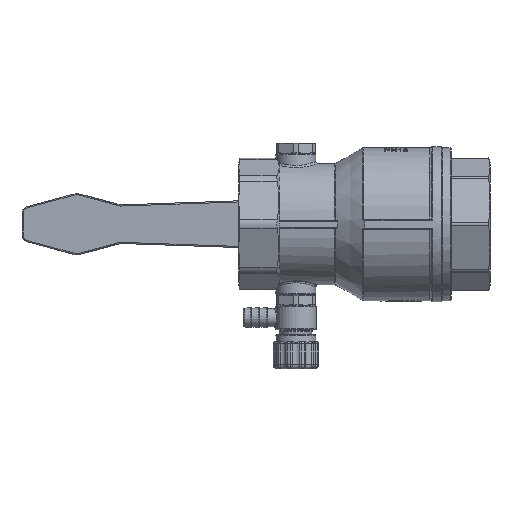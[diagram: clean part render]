
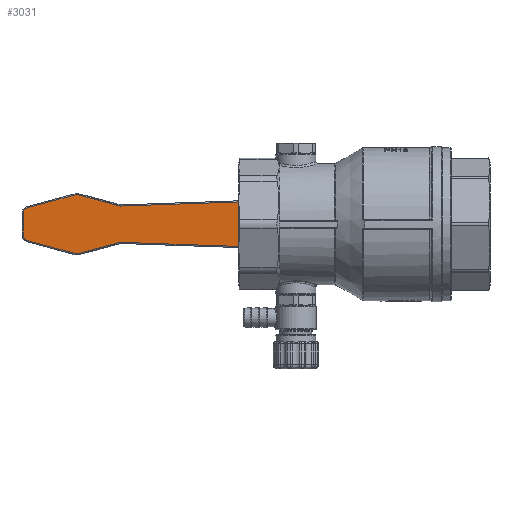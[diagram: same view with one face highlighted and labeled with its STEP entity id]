
A CAD part, front view. The second image highlights one B-rep face of the part: STEP entity #3031.
In plain terms, the highlighted planar face has unit normal (-0.035, -0.999, 0).
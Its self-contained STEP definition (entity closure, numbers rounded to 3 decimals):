
#145 = AXIS2_PLACEMENT_3D ( 'NONE', #41786, #32248, #3483 ) ;
#1082 = ORIENTED_EDGE ( 'NONE', *, *, #9565, .F. ) ;
#1377 = LINE ( 'NONE', #21321, #14726 ) ;
#2089 = EDGE_CURVE ( 'NONE', #21416, #21449, #26622, .T. ) ;
#2731 = CARTESIAN_POINT ( 'NONE',  ( -115.129, 68.974, -7.993 ) ) ;
#2896 = DIRECTION ( 'NONE',  ( 0.035, 0.999, 0. ) ) ;
#3031 = ADVANCED_FACE ( 'NONE', ( #32316 ), #19224, .F. ) ;
#3137 = EDGE_CURVE ( 'NONE', #18498, #31821, #1377, .T. ) ;
#3172 = ORIENTED_EDGE ( 'NONE', *, *, #5069, .F. ) ;
#3257 = CARTESIAN_POINT ( 'NONE',  ( -114.74, 68.961, -9.448 ) ) ;
#3483 = DIRECTION ( 'NONE',  ( 0., 0., 1. ) ) ;
#3532 = CIRCLE ( 'NONE', #19785, 2.509 ) ;
#4094 = DIRECTION ( 'NONE',  ( -0.793, 0.028, -0.609 ) ) ;
#4209 = VECTOR ( 'NONE', #20242, 1000. ) ;
#4289 = CARTESIAN_POINT ( 'NONE',  ( -155.555, 70.386, -7.237 ) ) ;
#4510 = VECTOR ( 'NONE', #17093, 1000. ) ;
#4839 = AXIS2_PLACEMENT_3D ( 'NONE', #34865, #2896, #38438 ) ;
#5069 = EDGE_CURVE ( 'NONE', #17560, #22132, #40974, .T. ) ;
#5279 = EDGE_CURVE ( 'NONE', #21449, #29910, #29203, .T. ) ;
#5639 = EDGE_CURVE ( 'NONE', #30927, #34312, #3532, .T. ) ;
#5686 = CARTESIAN_POINT ( 'NONE',  ( -134.578, 69.653, 12.842 ) ) ;
#5837 = DIRECTION ( 'NONE',  ( -0.113, 0.004, -0.994 ) ) ;
#6295 = ORIENTED_EDGE ( 'NONE', *, *, #22005, .F. ) ;
#6843 = CARTESIAN_POINT ( 'NONE',  ( -133.279, 69.608, -12.86 ) ) ;
#6959 = VERTEX_POINT ( 'NONE', #34241 ) ;
#7719 = EDGE_CURVE ( 'NONE', #31821, #6959, #17185, .T. ) ;
#7842 = DIRECTION ( 'NONE',  ( -0.793, 0.028, 0.609 ) ) ;
#8359 = VERTEX_POINT ( 'NONE', #9836 ) ;
#9565 = EDGE_CURVE ( 'NONE', #10217, #28520, #25831, .T. ) ;
#9836 = CARTESIAN_POINT ( 'NONE',  ( -115.13, 68.974, 7.977 ) ) ;
#10217 = VERTEX_POINT ( 'NONE', #5686 ) ;
#10772 = ORIENTED_EDGE ( 'NONE', *, *, #26824, .F. ) ;
#11030 = ORIENTED_EDGE ( 'NONE', *, *, #19199, .F. ) ;
#11789 = DIRECTION ( 'NONE',  ( 0., 0., -1. ) ) ;
#11801 = VECTOR ( 'NONE', #38178, 1000. ) ;
#11977 = CARTESIAN_POINT ( 'NONE',  ( -114.741, 68.961, 9.432 ) ) ;
#12488 = CARTESIAN_POINT ( 'NONE',  ( -157.414, 70.451, -4.814 ) ) ;
#12564 = CARTESIAN_POINT ( 'NONE',  ( -155.556, 70.386, 7.216 ) ) ;
#13370 = CARTESIAN_POINT ( 'NONE',  ( -35.854, 66.206, -10.692 ) ) ;
#13625 = CARTESIAN_POINT ( 'NONE',  ( -133.281, 69.608, 12.842 ) ) ;
#14726 = VECTOR ( 'NONE', #11789, 1000. ) ;
#15149 = DIRECTION ( 'NONE',  ( -0.965, 0.034, -0.259 ) ) ;
#15722 = DIRECTION ( 'NONE',  ( 0., 0., 1. ) ) ;
#16165 = CARTESIAN_POINT ( 'NONE',  ( -114.688, 68.959, 7.927 ) ) ;
#16462 = EDGE_CURVE ( 'NONE', #22132, #21416, #32541, .T. ) ;
#16581 = CARTESIAN_POINT ( 'NONE',  ( -134.576, 69.653, -12.86 ) ) ;
#16990 = CIRCLE ( 'NONE', #25798, 1.507 ) ;
#17033 = LINE ( 'NONE', #36693, #24522 ) ;
#17093 = DIRECTION ( 'NONE',  ( -0.965, 0.034, 0.259 ) ) ;
#17121 = EDGE_CURVE ( 'NONE', #28520, #8359, #27003, .T. ) ;
#17185 = LINE ( 'NONE', #13370, #31058 ) ;
#17235 = DIRECTION ( 'NONE',  ( 0.035, 0.999, 0. ) ) ;
#17560 = VERTEX_POINT ( 'NONE', #2731 ) ;
#17666 = VECTOR ( 'NONE', #15149, 1000. ) ;
#17982 = CARTESIAN_POINT ( 'NONE',  ( -157.414, 70.451, 4.792 ) ) ;
#18498 = VERTEX_POINT ( 'NONE', #39671 ) ;
#19199 = EDGE_CURVE ( 'NONE', #41722, #18498, #17033, .T. ) ;
#19224 = PLANE ( 'NONE',  #41738 ) ;
#19475 = CARTESIAN_POINT ( 'NONE',  ( -42.483, 66.437, -10.46 ) ) ;
#19785 = AXIS2_PLACEMENT_3D ( 'NONE', #21402, #30900, #7842 ) ;
#20242 = DIRECTION ( 'NONE',  ( 0.965, -0.034, -0.259 ) ) ;
#21321 = CARTESIAN_POINT ( 'NONE',  ( -42.484, 66.437, 0.578 ) ) ;
#21402 = CARTESIAN_POINT ( 'NONE',  ( -154.907, 70.363, 4.793 ) ) ;
#21416 = VERTEX_POINT ( 'NONE', #16581 ) ;
#21449 = VERTEX_POINT ( 'NONE', #4289 ) ;
#21638 = ORIENTED_EDGE ( 'NONE', *, *, #5279, .F. ) ;
#22005 = EDGE_CURVE ( 'NONE', #34312, #10217, #40521, .T. ) ;
#22132 = VERTEX_POINT ( 'NONE', #6843 ) ;
#22152 = DIRECTION ( 'NONE',  ( -0.035, -0.999, 0. ) ) ;
#23428 = CARTESIAN_POINT ( 'NONE',  ( -111.404, 68.844, -19.071 ) ) ;
#23577 = DIRECTION ( 'NONE',  ( 0.999, -0.035, 0.035 ) ) ;
#23786 = EDGE_CURVE ( 'NONE', #29910, #30927, #38784, .T. ) ;
#24451 = AXIS2_PLACEMENT_3D ( 'NONE', #33089, #17235, #4094 ) ;
#24522 = VECTOR ( 'NONE', #23577, 1000. ) ;
#25078 = ORIENTED_EDGE ( 'NONE', *, *, #2089, .F. ) ;
#25576 = DIRECTION ( 'NONE',  ( 0., 0., -1. ) ) ;
#25798 = AXIS2_PLACEMENT_3D ( 'NONE', #3257, #28899, #28485 ) ;
#25831 = CIRCLE ( 'NONE', #145, 2.507 ) ;
#26105 = ORIENTED_EDGE ( 'NONE', *, *, #17121, .F. ) ;
#26161 = ORIENTED_EDGE ( 'NONE', *, *, #23786, .F. ) ;
#26622 = LINE ( 'NONE', #23428, #4510 ) ;
#26713 = DIRECTION ( 'NONE',  ( -0.999, 0.035, 0.035 ) ) ;
#26824 = EDGE_CURVE ( 'NONE', #6959, #17560, #16990, .T. ) ;
#27003 = LINE ( 'NONE', #40139, #4209 ) ;
#28485 = DIRECTION ( 'NONE',  ( -0.113, 0.004, 0.994 ) ) ;
#28520 = VERTEX_POINT ( 'NONE', #13625 ) ;
#28899 = DIRECTION ( 'NONE',  ( -0.035, -0.999, 0. ) ) ;
#28949 = DIRECTION ( 'NONE',  ( 0.035, 0.999, 0. ) ) ;
#29203 = CIRCLE ( 'NONE', #24451, 2.509 ) ;
#29910 = VERTEX_POINT ( 'NONE', #12488 ) ;
#30099 = ORIENTED_EDGE ( 'NONE', *, *, #32493, .F. ) ;
#30900 = DIRECTION ( 'NONE',  ( 0.035, 0.999, 0. ) ) ;
#30927 = VERTEX_POINT ( 'NONE', #17982 ) ;
#31058 = VECTOR ( 'NONE', #26713, 1000. ) ;
#31190 = CARTESIAN_POINT ( 'NONE',  ( -100.627, 68.468, 21.947 ) ) ;
#31821 = VERTEX_POINT ( 'NONE', #19475 ) ;
#32248 = DIRECTION ( 'NONE',  ( 0.035, 0.999, 0. ) ) ;
#32316 = FACE_OUTER_BOUND ( 'NONE', #40712, .T. ) ;
#32387 = VECTOR ( 'NONE', #15722, 1000. ) ;
#32493 = EDGE_CURVE ( 'NONE', #8359, #41722, #39955, .T. ) ;
#32541 = CIRCLE ( 'NONE', #4839, 2.507 ) ;
#33089 = CARTESIAN_POINT ( 'NONE',  ( -154.906, 70.363, -4.813 ) ) ;
#33523 = ORIENTED_EDGE ( 'NONE', *, *, #16462, .F. ) ;
#33747 = ORIENTED_EDGE ( 'NONE', *, *, #7719, .F. ) ;
#34241 = CARTESIAN_POINT ( 'NONE',  ( -114.687, 68.959, -7.942 ) ) ;
#34312 = VERTEX_POINT ( 'NONE', #12564 ) ;
#34865 = CARTESIAN_POINT ( 'NONE',  ( -133.928, 69.631, -10.439 ) ) ;
#35105 = ORIENTED_EDGE ( 'NONE', *, *, #5639, .F. ) ;
#35701 = ORIENTED_EDGE ( 'NONE', *, *, #3137, .F. ) ;
#36693 = CARTESIAN_POINT ( 'NONE',  ( -35.686, 66.2, 10.692 ) ) ;
#38178 = DIRECTION ( 'NONE',  ( 0.965, -0.034, 0.259 ) ) ;
#38438 = DIRECTION ( 'NONE',  ( 0., 0., -1. ) ) ;
#38556 = CARTESIAN_POINT ( 'NONE',  ( -157.414, 70.451, 2.971 ) ) ;
#38784 = LINE ( 'NONE', #38556, #32387 ) ;
#39671 = CARTESIAN_POINT ( 'NONE',  ( -42.485, 66.437, 10.454 ) ) ;
#39955 = CIRCLE ( 'NONE', #40622, 1.507 ) ;
#40139 = CARTESIAN_POINT ( 'NONE',  ( -87.938, 68.025, 0.688 ) ) ;
#40521 = LINE ( 'NONE', #31190, #11801 ) ;
#40550 = CARTESIAN_POINT ( 'NONE',  ( -96.723, 68.331, -3.056 ) ) ;
#40622 = AXIS2_PLACEMENT_3D ( 'NONE', #11977, #22152, #5837 ) ;
#40712 = EDGE_LOOP ( 'NONE', ( #33747, #35701, #11030, #30099, #26105, #1082, #6295, #35105, #26161, #21638, #25078, #33523, #3172, #10772 ) ) ;
#40974 = LINE ( 'NONE', #40550, #17666 ) ;
#41654 = CARTESIAN_POINT ( 'NONE',  ( -58.668, 67.002, 1.157 ) ) ;
#41722 = VERTEX_POINT ( 'NONE', #16165 ) ;
#41738 = AXIS2_PLACEMENT_3D ( 'NONE', #41654, #28949, #25576 ) ;
#41786 = CARTESIAN_POINT ( 'NONE',  ( -133.929, 69.631, 10.421 ) ) ;
